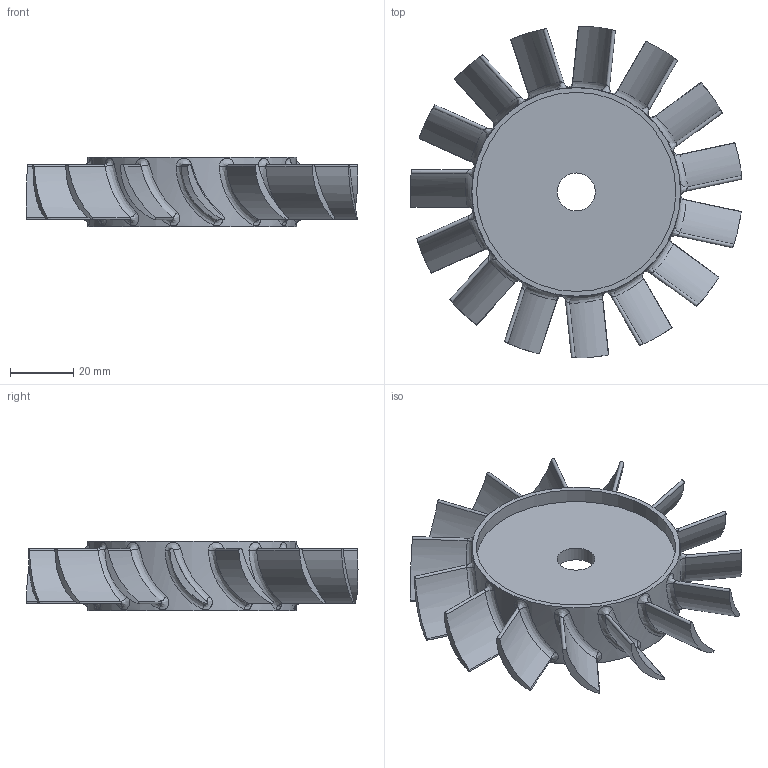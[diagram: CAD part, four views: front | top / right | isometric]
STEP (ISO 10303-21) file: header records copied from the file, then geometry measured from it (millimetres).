
FILE_DESCRIPTION(/* description */ (''),/* implementation_level */ '2;1');
FILE_NAME(/* name */ 'yepan.o.stp',/* time_stamp */ '2024-05-13T09:33:19+08:00',/* author */ (''),/* organization */ (''),/* preprocessor_version */ 'ST-DEVELOPER v18.102',/* originating_system */ 'SIEMENS PLM Software NX2206.1700',/* authorisation */ '');
FILE_SCHEMA (('AUTOMOTIVE_DESIGN { 1 0 10303 214 3 1 1 1 }'));
Length unit declared in the file: millimetre
Products named in the file (1): yuanhulasheng.o
Bounding box: 104.84 x 105 x 22 mm (x, y, z)
Volume: 35470.2 mm3; surface area: 27078 mm2
Topology: 1 solids, 1 shells, 143 faces, 315 edges, 190 vertices
Faces by surface type: cylinder 79, bspline 60, plane 4
Full cylindrical faces by diameter (mm): 12 x1, 60 x1, 63 x1, 66 x1
Entity records: 7767 total; most frequent: CARTESIAN_POINT 5185, ORIENTED_EDGE 616, DIRECTION 364, EDGE_CURVE 308, VERTEX_POINT 188, B_SPLINE_CURVE_WITH_KNOTS 180, EDGE_LOOP 166, AXIS2_PLACEMENT_3D 152
